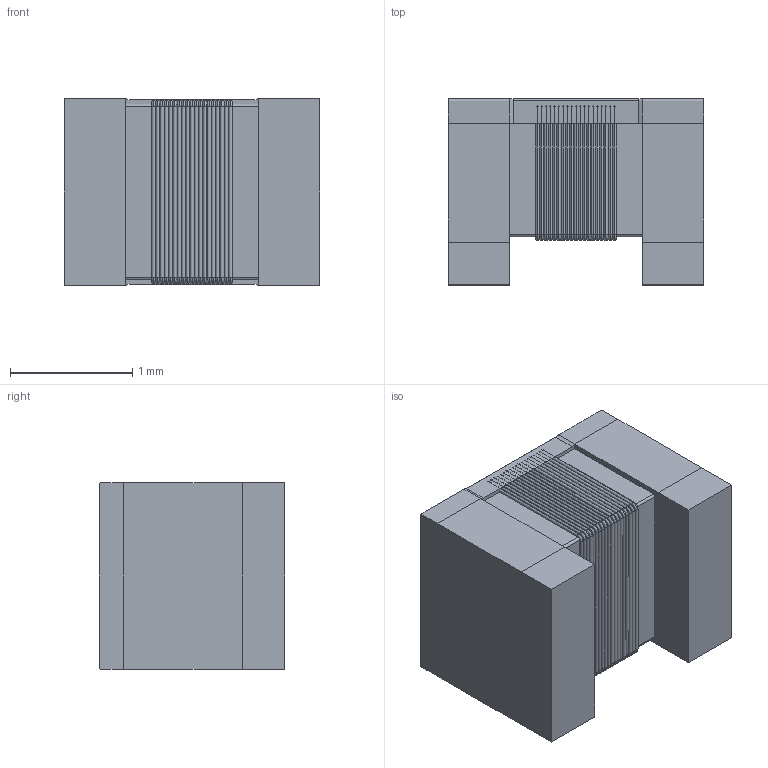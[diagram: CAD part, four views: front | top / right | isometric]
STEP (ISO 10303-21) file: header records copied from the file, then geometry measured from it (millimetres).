
FILE_DESCRIPTION (( 'STEP AP214' ), '1' );
FILE_NAME ('LQW2BAS15NJ00L.STEP', '2020-01-17T12:32:09', ( '' ), ( '' ), 'SwSTEP 2.0', 'SolidWorks 2017', '' );
FILE_SCHEMA (( 'AUTOMOTIVE_DESIGN' ));
Length unit declared in the file: millimetre
Products named in the file (1): LQW2BAS15NJ00L
Bounding box: 2.09 x 1.52 x 1.53 mm (x, y, z)
Volume: 4.2 mm3; surface area: 37.4 mm2
Topology: 25 solids, 25 shells, 388 faces, 962 edges, 586 vertices
Faces by surface type: cylinder 194, torus 152, plane 38, bspline 4
Entity records: 15856 total; most frequent: DIRECTION 2391, CARTESIAN_POINT 2179, ORIENTED_EDGE 1924, AXIS2_PLACEMENT_3D 1049, EDGE_CURVE 962, CIRCLE 664, VERTEX_POINT 586, ADVANCED_FACE 388
